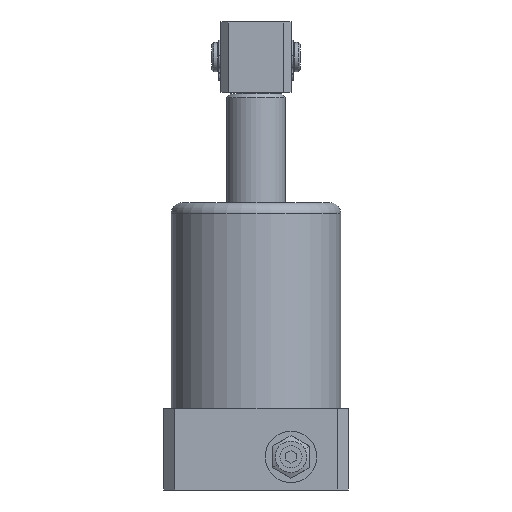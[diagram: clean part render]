
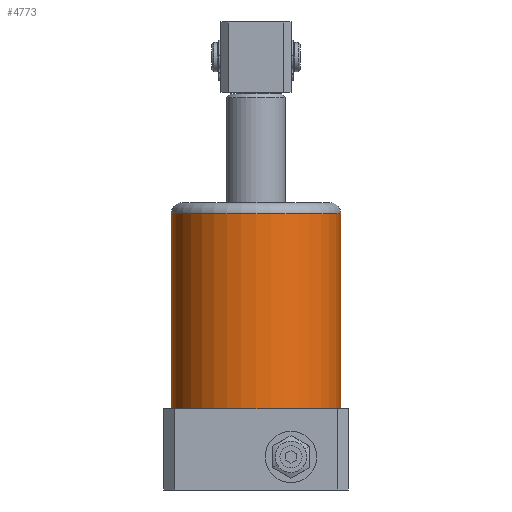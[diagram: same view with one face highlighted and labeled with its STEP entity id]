
A CAD part, front view. The second image highlights one B-rep face of the part: STEP entity #4773.
In plain terms, the highlighted cylindrical face has radius 23 mm (diameter 46 mm), a partial arc.
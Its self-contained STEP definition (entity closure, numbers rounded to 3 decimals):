
#973 = VECTOR ( 'NONE', #4144, 1000. ) ;
#980 = VECTOR ( 'NONE', #4132, 1000. ) ;
#981 = LINE ( 'NONE', #1653, #973 ) ;
#987 = LINE ( 'NONE', #4142, #980 ) ;
#1209 = CIRCLE ( 'NONE', #1359, 23. ) ;
#1329 = CYLINDRICAL_SURFACE ( 'NONE', #7092, 23. ) ;
#1335 = FACE_OUTER_BOUND ( 'NONE', #5824, .T. ) ;
#1359 = AXIS2_PLACEMENT_3D ( 'NONE', #6892, #6891, #6890 ) ;
#1622 = ORIENTED_EDGE ( 'NONE', *, *, #4950, .T. ) ;
#1623 = ORIENTED_EDGE ( 'NONE', *, *, #4901, .T. ) ;
#1653 = CARTESIAN_POINT ( 'NONE',  ( -23., 0., 78. ) ) ;
#2225 = CIRCLE ( 'NONE', #4216, 23. ) ;
#3675 = VERTEX_POINT ( 'NONE', #7623 ) ;
#3703 = VERTEX_POINT ( 'NONE', #7801 ) ;
#4045 = CARTESIAN_POINT ( 'NONE',  ( 23., 0., 75. ) ) ;
#4132 = DIRECTION ( 'NONE',  ( 0., 0., -1. ) ) ;
#4142 = CARTESIAN_POINT ( 'NONE',  ( 23., 0., 78. ) ) ;
#4144 = DIRECTION ( 'NONE',  ( 0., 0., -1. ) ) ;
#4216 = AXIS2_PLACEMENT_3D ( 'NONE', #4673, #4658, #4668 ) ;
#4658 = DIRECTION ( 'NONE',  ( 0., 0., -1. ) ) ;
#4668 = DIRECTION ( 'NONE',  ( 1., 0., 0. ) ) ;
#4673 = CARTESIAN_POINT ( 'NONE',  ( 0., 0., 75. ) ) ;
#4773 = ADVANCED_FACE ( 'NONE', ( #1335 ), #1329, .T. ) ;
#4899 = EDGE_CURVE ( 'NONE', #5945, #3675, #987, .T. ) ;
#4901 = EDGE_CURVE ( 'NONE', #3703, #5887, #981, .T. ) ;
#4950 = EDGE_CURVE ( 'NONE', #5887, #3675, #1209, .T. ) ;
#5288 = CARTESIAN_POINT ( 'NONE',  ( -23., 0., 22. ) ) ;
#5824 = EDGE_LOOP ( 'NONE', ( #7545, #7546, #1623, #1622 ) ) ;
#5887 = VERTEX_POINT ( 'NONE', #5288 ) ;
#5945 = VERTEX_POINT ( 'NONE', #4045 ) ;
#6136 = DIRECTION ( 'NONE',  ( -1., 0., 0. ) ) ;
#6146 = DIRECTION ( 'NONE',  ( 0., 0., -1. ) ) ;
#6149 = CARTESIAN_POINT ( 'NONE',  ( 0., 0., 78. ) ) ;
#6437 = EDGE_CURVE ( 'NONE', #5945, #3703, #2225, .T. ) ;
#6890 = DIRECTION ( 'NONE',  ( -1., 0., 0. ) ) ;
#6891 = DIRECTION ( 'NONE',  ( 0., 0., 1. ) ) ;
#6892 = CARTESIAN_POINT ( 'NONE',  ( 0., 0., 22. ) ) ;
#7092 = AXIS2_PLACEMENT_3D ( 'NONE', #6149, #6146, #6136 ) ;
#7545 = ORIENTED_EDGE ( 'NONE', *, *, #4899, .F. ) ;
#7546 = ORIENTED_EDGE ( 'NONE', *, *, #6437, .T. ) ;
#7623 = CARTESIAN_POINT ( 'NONE',  ( 23., 0., 22. ) ) ;
#7801 = CARTESIAN_POINT ( 'NONE',  ( -23., 0., 75. ) ) ;
